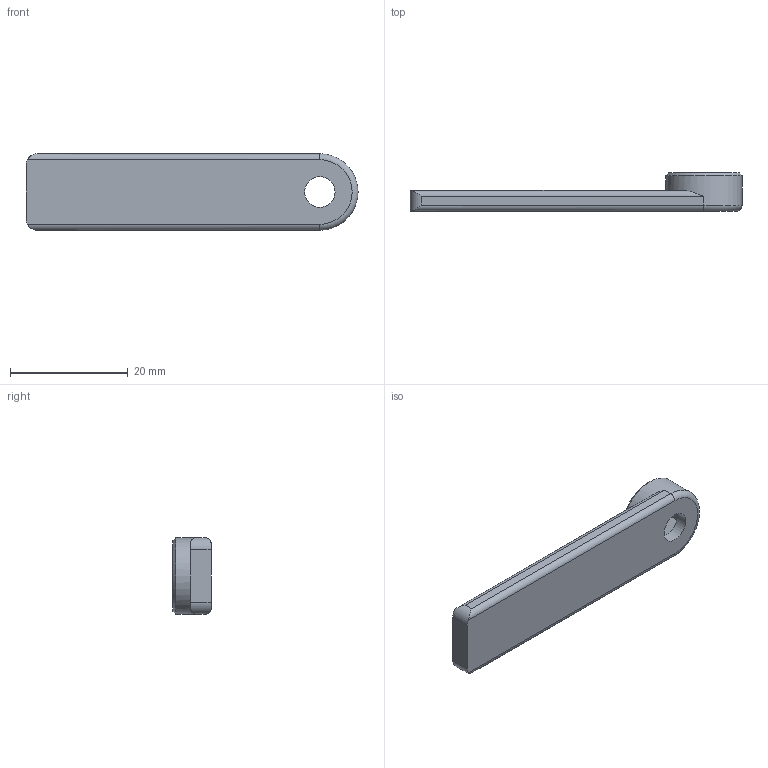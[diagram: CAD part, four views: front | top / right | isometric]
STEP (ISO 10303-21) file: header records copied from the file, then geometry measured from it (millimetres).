
FILE_DESCRIPTION(/* description */ (''),/* implementation_level */ '2;1');
FILE_NAME(/* name */ 'Tool 1 (for nuts M5).step',/* time_stamp */ '2024-09-29T17:54:18+02:00',/* author */ (''),/* organization */ (''),/* preprocessor_version */ 'ST-DEVELOPER v20',/* originating_system */ 'Autodesk Translation Framework v13.20.0.188',/* authorisation */ '');
FILE_SCHEMA (('AUTOMOTIVE_DESIGN { 1 0 10303 214 3 1 1 }'));
Length unit declared in the file: millimetre
Products named in the file (1): Werzeug exp1
Bounding box: 56.5 x 6.5 x 13 mm (x, y, z)
Volume: 2544.5 mm3; surface area: 2026.9 mm2
Topology: 1 solids, 1 shells, 23 faces, 57 edges, 37 vertices
Faces by surface type: plane 13, cylinder 8, cone 1, torus 1
Full cylindrical faces by diameter (mm): 5.2 x1, 13 x1
Entity records: 767 total; most frequent: CARTESIAN_POINT 172, ORIENTED_EDGE 114, DIRECTION 113, EDGE_CURVE 57, AXIS2_PLACEMENT_3D 38, LINE 37, VECTOR 37, VERTEX_POINT 37
